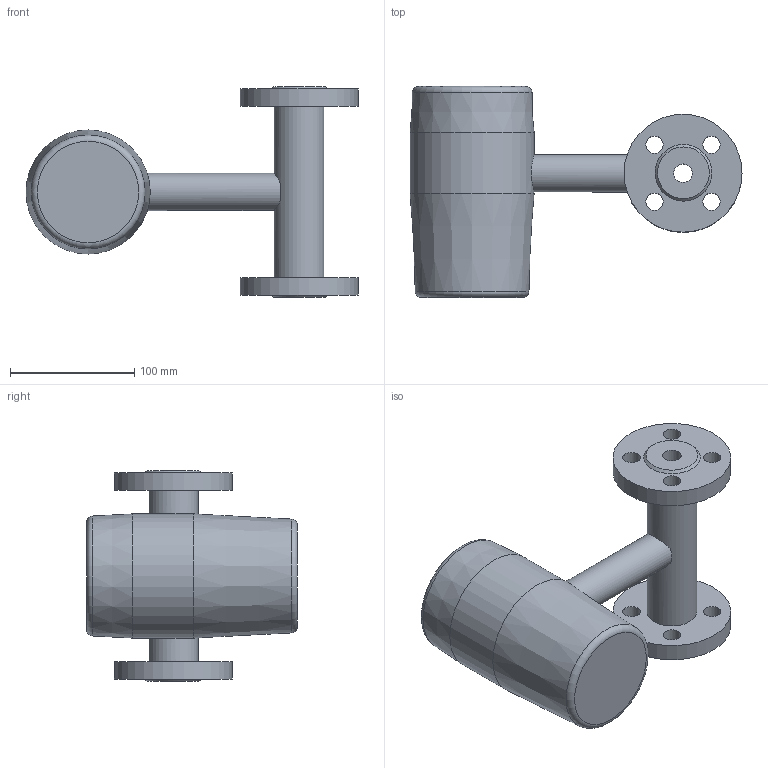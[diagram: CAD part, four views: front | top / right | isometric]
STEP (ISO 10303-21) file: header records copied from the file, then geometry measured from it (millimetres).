
FILE_DESCRIPTION(/* description */ (''),/* implementation_level */ '2;1');
FILE_NAME(/* name */ '_3D_FM330-DN15F-口径DN15-法兰连接.stp',/* time_stamp */ '2023-08-17T18:23:45+08:00',/* author */ (''),/* organization */ (''),/* preprocessor_version */ 'ST-DEVELOPER v16.7',/* originating_system */ 'SIEMENS PLM Software NX 12.0',/* authorisation */ '');
FILE_SCHEMA (('AUTOMOTIVE_DESIGN { 1 0 10303 214 3 1 1 1 }'));
Length unit declared in the file: millimetre
Products named in the file (1): Mayn336CBBBEj61d
Bounding box: 267.5 x 170 x 170 mm (x, y, z)
Volume: 1667670 mm3; surface area: 135003.7 mm2
Topology: 1 solids, 1 shells, 30 faces, 70 edges, 48 vertices
Faces by surface type: cylinder 14, plane 10, cone 4, torus 2
Full cylindrical faces by diameter (mm): 14 x8, 15 x1, 30 x1, 40 x1, 95 x2, 100 x1
Entity records: 800 total; most frequent: CARTESIAN_POINT 148, DIRECTION 136, ORIENTED_EDGE 82, EDGE_LOOP 74, FACE_BOUND 70, AXIS2_PLACEMENT_3D 67, EDGE_CURVE 41, VERTEX_POINT 39
